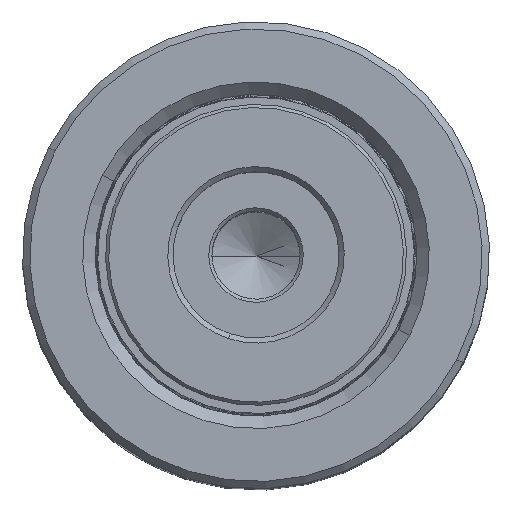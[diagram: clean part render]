
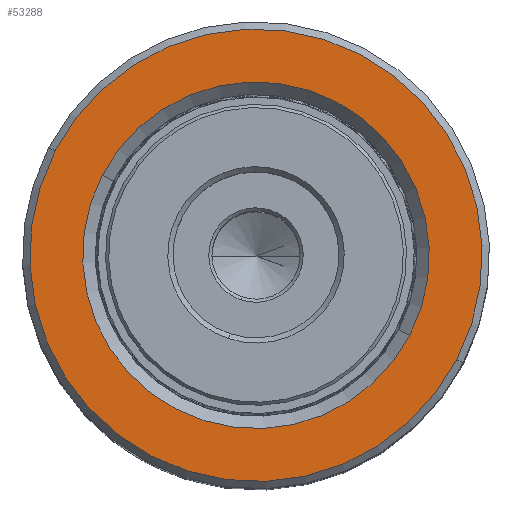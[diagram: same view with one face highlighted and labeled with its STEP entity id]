
A CAD part, top view. The second image highlights one B-rep face of the part: STEP entity #53288.
In plain terms, the highlighted planar face has unit normal (0, 0, 1).
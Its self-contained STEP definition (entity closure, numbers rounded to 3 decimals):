
#983 = EDGE_CURVE ( 'NONE', #32787, #40459, #38179, .T. ) ;
#3983 = VERTEX_POINT ( 'NONE', #11540 ) ;
#4055 = DIRECTION ( 'NONE',  ( 0., 0., 1. ) ) ;
#6472 = CIRCLE ( 'NONE', #59906, 21.8 ) ;
#7618 = DIRECTION ( 'NONE',  ( 0., 0., 1. ) ) ;
#7654 = CARTESIAN_POINT ( 'NONE',  ( 21.8, 0., 80. ) ) ;
#7908 = ORIENTED_EDGE ( 'NONE', *, *, #33446, .T. ) ;
#9272 = EDGE_LOOP ( 'NONE', ( #37096, #63813 ) ) ;
#11540 = CARTESIAN_POINT ( 'NONE',  ( -16.7, 0., 80. ) ) ;
#12181 = AXIS2_PLACEMENT_3D ( 'NONE', #39928, #4055, #14123 ) ;
#12519 = PLANE ( 'NONE',  #50532 ) ;
#13779 = DIRECTION ( 'NONE',  ( 0., 0., 1. ) ) ;
#14011 = CARTESIAN_POINT ( 'NONE',  ( 0., 0., 80. ) ) ;
#14123 = DIRECTION ( 'NONE',  ( 1., 0., 0. ) ) ;
#14607 = EDGE_LOOP ( 'NONE', ( #7908, #41291 ) ) ;
#18510 = CARTESIAN_POINT ( 'NONE',  ( -21.8, 0., 80. ) ) ;
#20612 = EDGE_CURVE ( 'NONE', #3983, #31926, #26295, .T. ) ;
#22618 = CARTESIAN_POINT ( 'NONE',  ( 0., 0., 80. ) ) ;
#23906 = DIRECTION ( 'NONE',  ( 1., 0., 0. ) ) ;
#25864 = CIRCLE ( 'NONE', #57278, 16.7 ) ;
#26295 = CIRCLE ( 'NONE', #27851, 16.7 ) ;
#27851 = AXIS2_PLACEMENT_3D ( 'NONE', #51071, #62257, #36543 ) ;
#31926 = VERTEX_POINT ( 'NONE', #49643 ) ;
#32787 = VERTEX_POINT ( 'NONE', #7654 ) ;
#33446 = EDGE_CURVE ( 'NONE', #31926, #3983, #25864, .T. ) ;
#33927 = CARTESIAN_POINT ( 'NONE',  ( 0., 0., 80. ) ) ;
#36543 = DIRECTION ( 'NONE',  ( 1., 0., 0. ) ) ;
#37096 = ORIENTED_EDGE ( 'NONE', *, *, #37499, .T. ) ;
#37499 = EDGE_CURVE ( 'NONE', #40459, #32787, #6472, .T. ) ;
#38179 = CIRCLE ( 'NONE', #12181, 21.8 ) ;
#39344 = FACE_OUTER_BOUND ( 'NONE', #9272, .T. ) ;
#39928 = CARTESIAN_POINT ( 'NONE',  ( 0., 0., 80. ) ) ;
#40126 = FACE_BOUND ( 'NONE', #14607, .T. ) ;
#40459 = VERTEX_POINT ( 'NONE', #18510 ) ;
#41291 = ORIENTED_EDGE ( 'NONE', *, *, #20612, .T. ) ;
#49643 = CARTESIAN_POINT ( 'NONE',  ( 16.7, 0., 80. ) ) ;
#50532 = AXIS2_PLACEMENT_3D ( 'NONE', #22618, #7618, #53513 ) ;
#51071 = CARTESIAN_POINT ( 'NONE',  ( 0., 0., 80. ) ) ;
#53288 = ADVANCED_FACE ( 'NONE', ( #39344, #40126 ), #12519, .T. ) ;
#53513 = DIRECTION ( 'NONE',  ( 1., 0., 0. ) ) ;
#54979 = DIRECTION ( 'NONE',  ( 0., 0., -1. ) ) ;
#57278 = AXIS2_PLACEMENT_3D ( 'NONE', #33927, #54979, #59225 ) ;
#59225 = DIRECTION ( 'NONE',  ( 1., 0., 0. ) ) ;
#59906 = AXIS2_PLACEMENT_3D ( 'NONE', #14011, #13779, #23906 ) ;
#62257 = DIRECTION ( 'NONE',  ( 0., 0., -1. ) ) ;
#63813 = ORIENTED_EDGE ( 'NONE', *, *, #983, .T. ) ;
